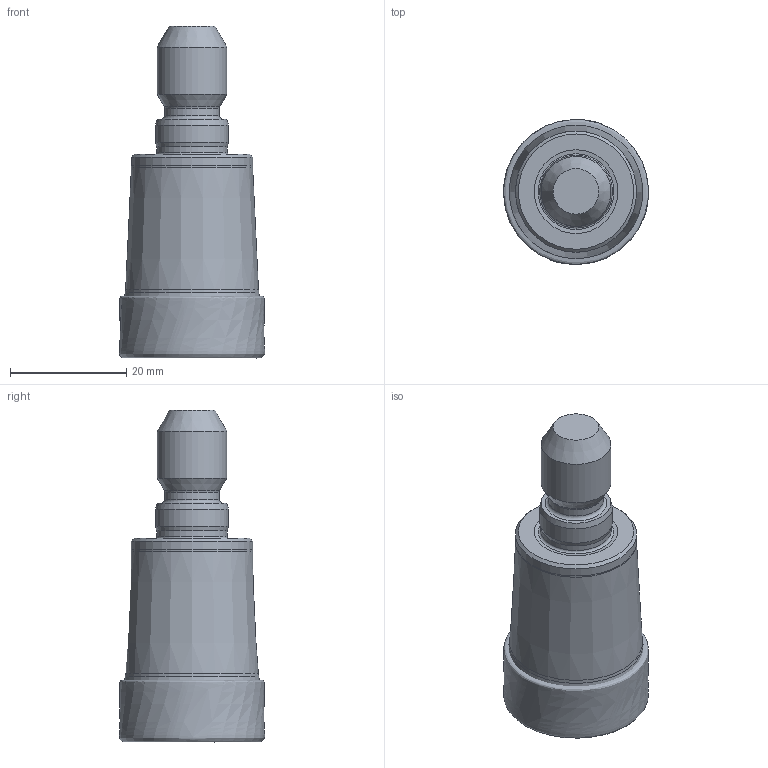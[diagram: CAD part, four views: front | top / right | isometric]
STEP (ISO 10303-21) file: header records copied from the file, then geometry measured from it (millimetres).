
FILE_DESCRIPTION(/* description */ (''),/* implementation_level */ '2;1');
FILE_NAME(/* name */ 'toolassembly_1.stp',/* time_stamp */ '2019-06-27T10:56:01+02:00',/* author */ (''),/* organization */ ('SMS'),/* preprocessor_version */ 'ST-DEVELOPER v16.7',/* originating_system */ 'SIEMENS PLM Software NX 12.0',/* authorisation */ '');
FILE_SCHEMA (('AUTOMOTIVE_DESIGN { 1 0 10303 214 3 1 1 1 }'));
Length unit declared in the file: millimetre
Products named in the file (4): CUT_20190627105507; ASSEMBLY_CONSTRUCTION; NOCUT_20190627105438; TOOLASSEMBLY_1
Assembly tree (3 placements, depth 2):
  TOOLASSEMBLY_1
    NOCUT_20190627105438
    ASSEMBLY_CONSTRUCTION
    CUT_20190627105507
Bounding box: 24.94 x 24.92 x 57 mm (x, y, z)
Volume: 19489.8 mm3; surface area: 5900.5 mm2
Topology: 2 solids, 2 shells, 38 faces, 74 edges, 50 vertices
Faces by surface type: cone 13, torus 12, plane 7, cylinder 5, bspline 1
Full cylindrical faces by diameter (mm): 9.4 x1, 12 x1, 12.1 x1, 12.5 x1, 20.8 x1
Entity records: 6443 total; most frequent: CARTESIAN_POINT 5623, DIRECTION 168, AXIS2_PLACEMENT_3D 84, EDGE_LOOP 72, ORIENTED_EDGE 72, FACE_BOUND 71, ADVANCED_FACE 38, VERTEX_POINT 37
